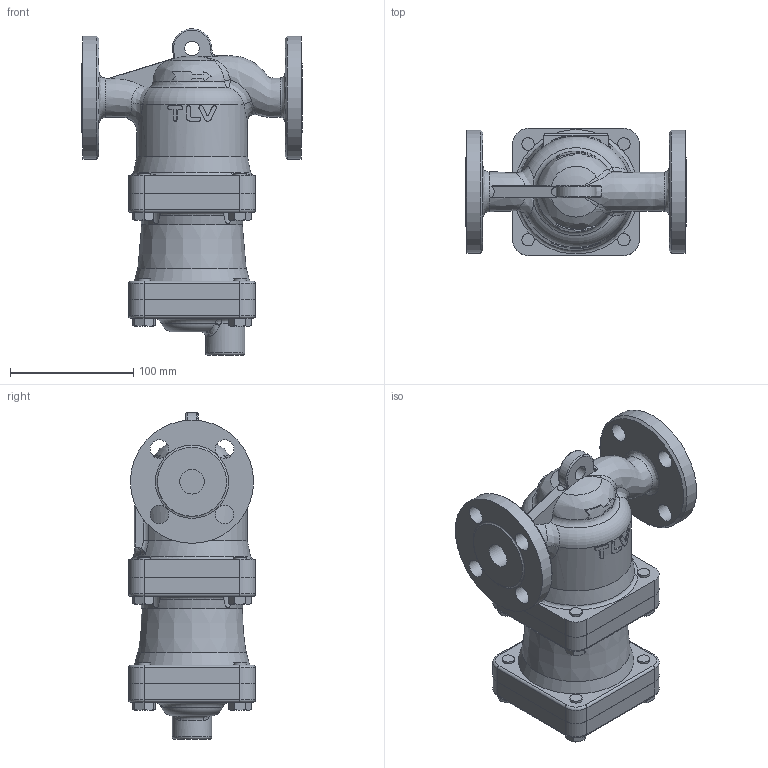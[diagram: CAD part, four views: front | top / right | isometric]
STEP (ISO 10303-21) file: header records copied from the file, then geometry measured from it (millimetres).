
FILE_DESCRIPTION(/* description */ (''),/* implementation_level */ '2;1');
FILE_NAME(/* name */ 'dc3s0-020-a0300-00.stp',/* time_stamp */ '2018-06-28T09:28:22+09:00',/* author */ ('nakaot'),/* organization */ (''),/* preprocessor_version */ 'ST-DEVELOPER v15.6',/* originating_system */ 'Autodesk Inventor 2015',/* authorisation */ '');
FILE_SCHEMA (('CONFIG_CONTROL_DESIGN'));
Length unit declared in the file: millimetre
Products named in the file (1): dc3s0-020-a0300-00
Bounding box: 179 x 103 x 264.96 mm (x, y, z)
Volume: 1773751.3 mm3; surface area: 175733.8 mm2
Topology: 1 solids, 1 shells, 411 faces, 1015 edges, 644 vertices
Faces by surface type: plane 161, cylinder 102, cone 57, bspline 56, torus 32, sphere 3
Full cylindrical faces by diameter (mm): 10 x16, 12 x9, 15 x8, 17.475 x1, 20 x2, 32 x1, 60 x1, 90 x2, 100 x2
Entity records: 18574 total; most frequent: CARTESIAN_POINT 9777, ORIENTED_EDGE 1868, DIRECTION 1660, EDGE_CURVE 932, AXIS2_PLACEMENT_3D 692, VERTEX_POINT 615, EDGE_LOOP 537, FACE_OUTER_BOUND 411
